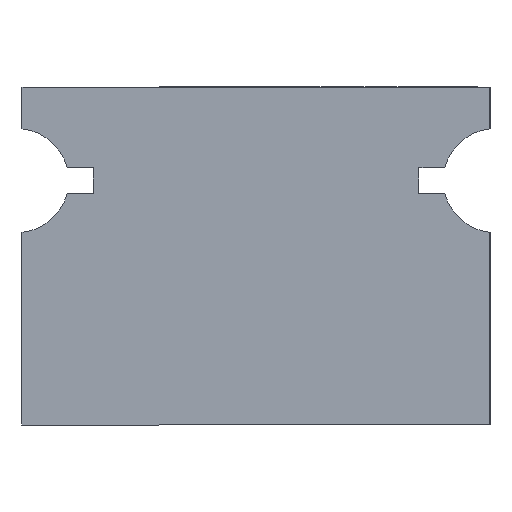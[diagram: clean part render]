
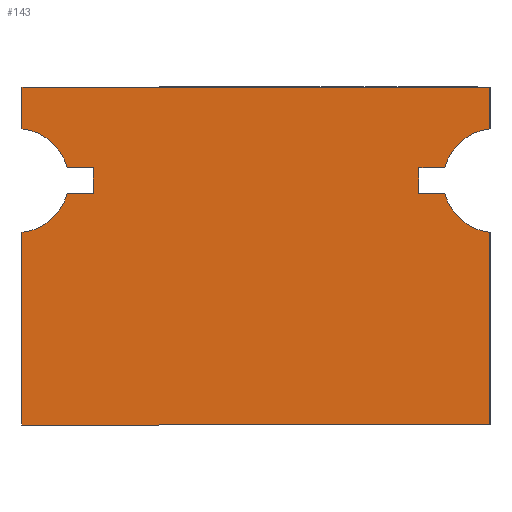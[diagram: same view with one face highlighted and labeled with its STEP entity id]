
A CAD part, left-side view. The second image highlights one B-rep face of the part: STEP entity #143.
In plain terms, the highlighted planar face has unit normal (-1, 0, 0).
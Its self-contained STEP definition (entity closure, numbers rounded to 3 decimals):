
#22 = VERTEX_POINT('',#23);
#23 = CARTESIAN_POINT('',(0.,4.5,6.5));
#40 = VERTEX_POINT('',#41);
#41 = CARTESIAN_POINT('',(0.,-4.5,6.5));
#47 = EDGE_CURVE('',#22,#40,#48,.T.);
#48 = LINE('',#49,#50);
#49 = CARTESIAN_POINT('',(0.,4.5,6.5));
#50 = VECTOR('',#51,1.);
#51 = DIRECTION('',(0.,-1.,0.));
#116 = EDGE_CURVE('',#117,#22,#119,.T.);
#117 = VERTEX_POINT('',#118);
#118 = CARTESIAN_POINT('',(0.,4.5,5.695));
#119 = LINE('',#120,#121);
#120 = CARTESIAN_POINT('',(0.,4.5,0.)
  );
#121 = VECTOR('',#122,1.);
#122 = DIRECTION('',(0.,0.,1.));
#143 = ADVANCED_FACE('',(#144),#262,.F.);
#144 = FACE_BOUND('',#145,.F.);
#145 = EDGE_LOOP('',(#146,#156,#164,#172,#181,#189,#197,#205,#212,#213,
    #214,#222,#231,#239,#247,#255));
#146 = ORIENTED_EDGE('',*,*,#147,.T.);
#147 = EDGE_CURVE('',#148,#150,#152,.T.);
#148 = VERTEX_POINT('',#149);
#149 = CARTESIAN_POINT('',(0.,-4.5,3.705));
#150 = VERTEX_POINT('',#151);
#151 = CARTESIAN_POINT('',(0.,-4.5,0.)
  );
#152 = LINE('',#153,#154);
#153 = CARTESIAN_POINT('',(0.,-4.5,6.5));
#154 = VECTOR('',#155,1.);
#155 = DIRECTION('',(0.,0.,-1.));
#156 = ORIENTED_EDGE('',*,*,#157,.T.);
#157 = EDGE_CURVE('',#150,#158,#160,.T.);
#158 = VERTEX_POINT('',#159);
#159 = CARTESIAN_POINT('',(0.,4.5,0.));
#160 = LINE('',#161,#162);
#161 = CARTESIAN_POINT('',(0.,-4.5,0.));
#162 = VECTOR('',#163,1.);
#163 = DIRECTION('',(0.,1.,0.));
#164 = ORIENTED_EDGE('',*,*,#165,.T.);
#165 = EDGE_CURVE('',#158,#166,#168,.T.);
#166 = VERTEX_POINT('',#167);
#167 = CARTESIAN_POINT('',(0.,4.5,3.705));
#168 = LINE('',#169,#170);
#169 = CARTESIAN_POINT('',(0.,4.5,0.)
  );
#170 = VECTOR('',#171,1.);
#171 = DIRECTION('',(0.,0.,1.));
#172 = ORIENTED_EDGE('',*,*,#173,.T.);
#173 = EDGE_CURVE('',#166,#174,#176,.T.);
#174 = VERTEX_POINT('',#175);
#175 = CARTESIAN_POINT('',(0.,3.632,4.45));
#176 = CIRCLE('',#177,1.);
#177 = AXIS2_PLACEMENT_3D('',#178,#179,#180);
#178 = CARTESIAN_POINT('',(0.,4.6,4.7));
#179 = DIRECTION('',(-1.,0.,0.));
#180 = DIRECTION('',(0.,-1.,0.));
#181 = ORIENTED_EDGE('',*,*,#182,.F.);
#182 = EDGE_CURVE('',#183,#174,#185,.T.);
#183 = VERTEX_POINT('',#184);
#184 = CARTESIAN_POINT('',(0.,3.132,4.45));
#185 = LINE('',#186,#187);
#186 = CARTESIAN_POINT('',(0.,3.132,4.45));
#187 = VECTOR('',#188,1.);
#188 = DIRECTION('',(0.,1.,0.));
#189 = ORIENTED_EDGE('',*,*,#190,.F.);
#190 = EDGE_CURVE('',#191,#183,#193,.T.);
#191 = VERTEX_POINT('',#192);
#192 = CARTESIAN_POINT('',(0.,3.132,4.95));
#193 = LINE('',#194,#195);
#194 = CARTESIAN_POINT('',(0.,3.132,4.95));
#195 = VECTOR('',#196,1.);
#196 = DIRECTION('',(0.,0.,-1.));
#197 = ORIENTED_EDGE('',*,*,#198,.F.);
#198 = EDGE_CURVE('',#199,#191,#201,.T.);
#199 = VERTEX_POINT('',#200);
#200 = CARTESIAN_POINT('',(0.,3.632,4.95));
#201 = LINE('',#202,#203);
#202 = CARTESIAN_POINT('',(0.,3.632,4.95));
#203 = VECTOR('',#204,1.);
#204 = DIRECTION('',(0.,-1.,0.));
#205 = ORIENTED_EDGE('',*,*,#206,.T.);
#206 = EDGE_CURVE('',#199,#117,#207,.T.);
#207 = CIRCLE('',#208,1.);
#208 = AXIS2_PLACEMENT_3D('',#209,#210,#211);
#209 = CARTESIAN_POINT('',(0.,4.6,4.7));
#210 = DIRECTION('',(-1.,0.,0.));
#211 = DIRECTION('',(0.,-1.,0.));
#212 = ORIENTED_EDGE('',*,*,#116,.T.);
#213 = ORIENTED_EDGE('',*,*,#47,.T.);
#214 = ORIENTED_EDGE('',*,*,#215,.T.);
#215 = EDGE_CURVE('',#40,#216,#218,.T.);
#216 = VERTEX_POINT('',#217);
#217 = CARTESIAN_POINT('',(0.,-4.5,5.695));
#218 = LINE('',#219,#220);
#219 = CARTESIAN_POINT('',(0.,-4.5,6.5));
#220 = VECTOR('',#221,1.);
#221 = DIRECTION('',(0.,0.,-1.));
#222 = ORIENTED_EDGE('',*,*,#223,.T.);
#223 = EDGE_CURVE('',#216,#224,#226,.T.);
#224 = VERTEX_POINT('',#225);
#225 = CARTESIAN_POINT('',(0.,-3.632,4.95));
#226 = CIRCLE('',#227,1.);
#227 = AXIS2_PLACEMENT_3D('',#228,#229,#230);
#228 = CARTESIAN_POINT('',(0.,-4.6,4.7));
#229 = DIRECTION('',(-1.,0.,0.));
#230 = DIRECTION('',(0.,-1.,0.));
#231 = ORIENTED_EDGE('',*,*,#232,.T.);
#232 = EDGE_CURVE('',#224,#233,#235,.T.);
#233 = VERTEX_POINT('',#234);
#234 = CARTESIAN_POINT('',(0.,-3.132,4.95));
#235 = LINE('',#236,#237);
#236 = CARTESIAN_POINT('',(0.,-3.632,4.95));
#237 = VECTOR('',#238,1.);
#238 = DIRECTION('',(0.,1.,0.));
#239 = ORIENTED_EDGE('',*,*,#240,.T.);
#240 = EDGE_CURVE('',#233,#241,#243,.T.);
#241 = VERTEX_POINT('',#242);
#242 = CARTESIAN_POINT('',(0.,-3.132,4.45));
#243 = LINE('',#244,#245);
#244 = CARTESIAN_POINT('',(0.,-3.132,4.95));
#245 = VECTOR('',#246,1.);
#246 = DIRECTION('',(0.,0.,-1.));
#247 = ORIENTED_EDGE('',*,*,#248,.T.);
#248 = EDGE_CURVE('',#241,#249,#251,.T.);
#249 = VERTEX_POINT('',#250);
#250 = CARTESIAN_POINT('',(0.,-3.632,4.45));
#251 = LINE('',#252,#253);
#252 = CARTESIAN_POINT('',(0.,-3.132,4.45));
#253 = VECTOR('',#254,1.);
#254 = DIRECTION('',(0.,-1.,0.));
#255 = ORIENTED_EDGE('',*,*,#256,.T.);
#256 = EDGE_CURVE('',#249,#148,#257,.T.);
#257 = CIRCLE('',#258,1.);
#258 = AXIS2_PLACEMENT_3D('',#259,#260,#261);
#259 = CARTESIAN_POINT('',(0.,-4.6,4.7));
#260 = DIRECTION('',(-1.,0.,0.));
#261 = DIRECTION('',(0.,-1.,0.));
#262 = PLANE('',#263);
#263 = AXIS2_PLACEMENT_3D('',#264,#265,#266);
#264 = CARTESIAN_POINT('',(0.,0.,3.25)
  );
#265 = DIRECTION('',(1.,0.,0.));
#266 = DIRECTION('',(0.,0.,1.));
